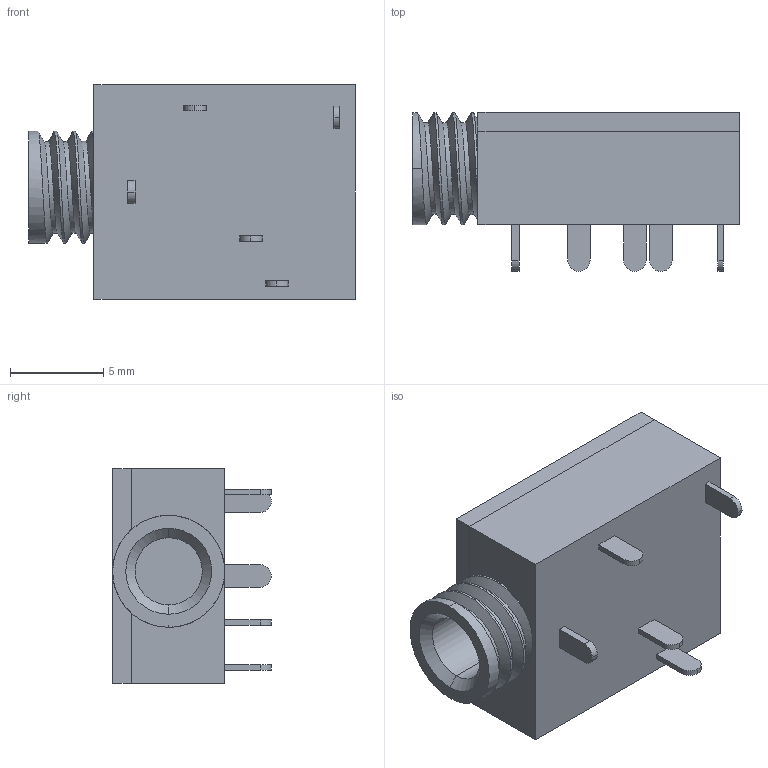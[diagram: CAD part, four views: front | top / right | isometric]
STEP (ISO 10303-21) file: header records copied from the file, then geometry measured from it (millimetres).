
FILE_DESCRIPTION (( 'STEP AP214' ), '1' );
FILE_NAME ('35RAPC4BH3.STEP', '2018-12-19T21:55:09', ( '' ), ( '' ), 'SwSTEP 2.0', 'SolidWorks 2017', '' );
FILE_SCHEMA (( 'AUTOMOTIVE_DESIGN' ));
Length unit declared in the file: millimetre
Products named in the file (1): 35RAPC4BH3
Bounding box: 17.5 x 8.5 x 11.5 mm (x, y, z)
Volume: 1016 mm3; surface area: 1150.2 mm2
Topology: 8 solids, 8 shells, 65 faces, 141 edges, 92 vertices
Faces by surface type: plane 40, cylinder 20, bspline 3, cone 2
Entity records: 3004 total; most frequent: CARTESIAN_POINT 1509, ORIENTED_EDGE 282, DIRECTION 278, EDGE_CURVE 141, VECTOR 94, LINE 94, AXIS2_PLACEMENT_3D 92, VERTEX_POINT 92
